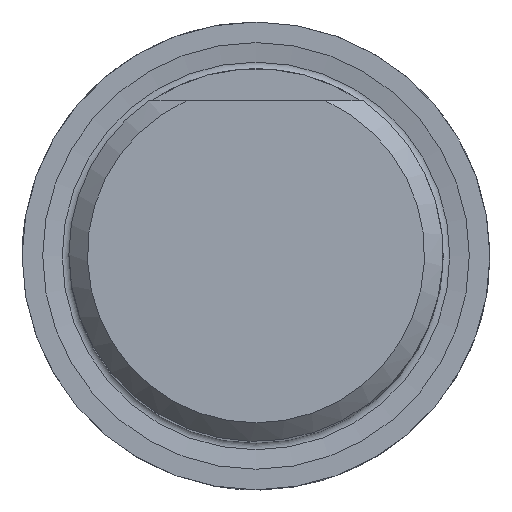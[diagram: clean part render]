
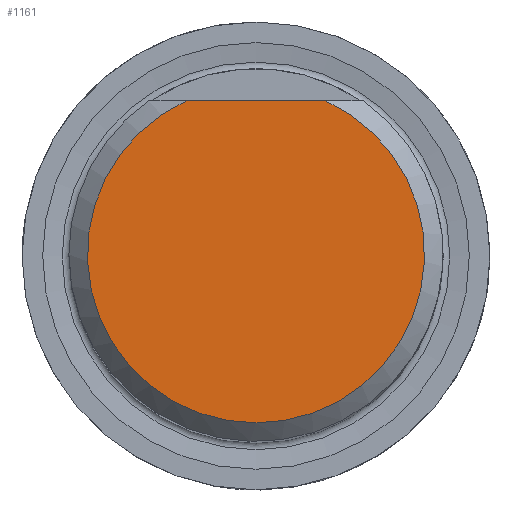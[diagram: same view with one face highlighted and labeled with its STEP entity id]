
A CAD part, top view. The second image highlights one B-rep face of the part: STEP entity #1161.
In plain terms, the highlighted planar face has unit normal (0, 0, 1).
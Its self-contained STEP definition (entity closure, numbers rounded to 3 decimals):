
#105 = ORIENTED_EDGE ( 'NONE', *, *, #680, .F. ) ;
#116 = EDGE_LOOP ( 'NONE', ( #122, #105 ) ) ;
#122 = ORIENTED_EDGE ( 'NONE', *, *, #860, .F. ) ;
#201 = VECTOR ( 'NONE', #669, 1000. ) ;
#372 = CARTESIAN_POINT ( 'NONE',  ( -3.728, 8.2, 50. ) ) ;
#397 = VERTEX_POINT ( 'NONE', #372 ) ;
#489 = AXIS2_PLACEMENT_3D ( 'NONE', #1141, #1114, #953 ) ;
#669 = DIRECTION ( 'NONE',  ( 1., 0., 0. ) ) ;
#670 = CARTESIAN_POINT ( 'NONE',  ( 0., 8.2, 50. ) ) ;
#680 = EDGE_CURVE ( 'NONE', #781, #397, #1094, .T. ) ;
#701 = LINE ( 'NONE', #670, #201 ) ;
#781 = VERTEX_POINT ( 'NONE', #799 ) ;
#799 = CARTESIAN_POINT ( 'NONE',  ( 3.728, 8.2, 50. ) ) ;
#860 = EDGE_CURVE ( 'NONE', #397, #781, #701, .T. ) ;
#932 = DIRECTION ( 'NONE',  ( -1., 0., 0. ) ) ;
#933 = DIRECTION ( 'NONE',  ( 0., 0., -1. ) ) ;
#934 = CARTESIAN_POINT ( 'NONE',  ( 0., 0., 50. ) ) ;
#953 = DIRECTION ( 'NONE',  ( 1., 0., 0. ) ) ;
#1025 = PLANE ( 'NONE',  #489 ) ;
#1034 = FACE_OUTER_BOUND ( 'NONE', #116, .T. ) ;
#1094 = CIRCLE ( 'NONE', #1130, 9.008 ) ;
#1114 = DIRECTION ( 'NONE',  ( 0., 0., 1. ) ) ;
#1130 = AXIS2_PLACEMENT_3D ( 'NONE', #934, #933, #932 ) ;
#1141 = CARTESIAN_POINT ( 'NONE',  ( 0., 0., 50. ) ) ;
#1161 = ADVANCED_FACE ( 'NONE', ( #1034 ), #1025, .T. ) ;
